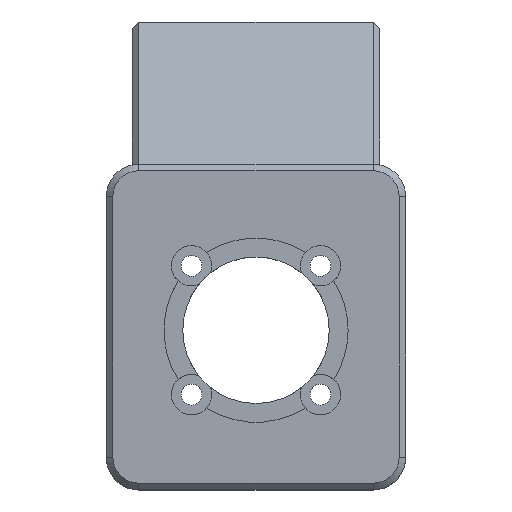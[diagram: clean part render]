
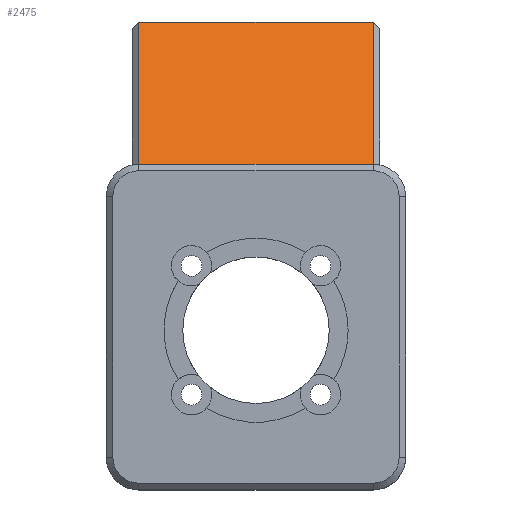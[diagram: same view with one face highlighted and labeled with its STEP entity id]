
A CAD part, top view. The second image highlights one B-rep face of the part: STEP entity #2475.
In plain terms, the highlighted planar face has unit normal (0, 0.707, 0.707).
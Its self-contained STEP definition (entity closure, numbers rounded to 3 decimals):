
#167 = DIRECTION ( 'NONE',  ( 0., -0.707, 0.707 ) ) ;
#190 = FACE_OUTER_BOUND ( 'NONE', #4686, .T. ) ;
#225 = CARTESIAN_POINT ( 'NONE',  ( 18., 6., 31. ) ) ;
#344 = EDGE_CURVE ( 'NONE', #3613, #2636, #3501, .T. ) ;
#354 = CARTESIAN_POINT ( 'NONE',  ( -50.113, -16., 53. ) ) ;
#394 = ORIENTED_EDGE ( 'NONE', *, *, #3471, .T. ) ;
#567 = LINE ( 'NONE', #1679, #2519 ) ;
#570 = ORIENTED_EDGE ( 'NONE', *, *, #2743, .F. ) ;
#942 = DIRECTION ( 'NONE',  ( 0., 0.707, -0.707 ) ) ;
#1034 = LINE ( 'NONE', #354, #1043 ) ;
#1043 = VECTOR ( 'NONE', #3631, 1000. ) ;
#1249 = EDGE_CURVE ( 'NONE', #2952, #3613, #1034, .T. ) ;
#1350 = CARTESIAN_POINT ( 'NONE',  ( -18., 6., 31. ) ) ;
#1679 = CARTESIAN_POINT ( 'NONE',  ( -19., 6., 31. ) ) ;
#1719 = DIRECTION ( 'NONE',  ( 0., -0.707, 0.707 ) ) ;
#1817 = AXIS2_PLACEMENT_3D ( 'NONE', #3439, #3860, #167 ) ;
#1866 = CARTESIAN_POINT ( 'NONE',  ( 18., -16., 53. ) ) ;
#2217 = LINE ( 'NONE', #1350, #4068 ) ;
#2308 = CARTESIAN_POINT ( 'NONE',  ( 18., 6., 31. ) ) ;
#2469 = CARTESIAN_POINT ( 'NONE',  ( -18., 6., 31. ) ) ;
#2475 = ADVANCED_FACE ( 'NONE', ( #190 ), #4219, .T. ) ;
#2519 = VECTOR ( 'NONE', #3876, 1000. ) ;
#2636 = VERTEX_POINT ( 'NONE', #2308 ) ;
#2743 = EDGE_CURVE ( 'NONE', #3427, #2636, #567, .T. ) ;
#2952 = VERTEX_POINT ( 'NONE', #4706 ) ;
#3427 = VERTEX_POINT ( 'NONE', #2469 ) ;
#3439 = CARTESIAN_POINT ( 'NONE',  ( -50.113, 6., 31. ) ) ;
#3471 = EDGE_CURVE ( 'NONE', #3427, #2952, #2217, .T. ) ;
#3501 = LINE ( 'NONE', #225, #4403 ) ;
#3613 = VERTEX_POINT ( 'NONE', #1866 ) ;
#3631 = DIRECTION ( 'NONE',  ( 1., 0., 0. ) ) ;
#3634 = ORIENTED_EDGE ( 'NONE', *, *, #344, .T. ) ;
#3860 = DIRECTION ( 'NONE',  ( 0., 0.707, 0.707 ) ) ;
#3876 = DIRECTION ( 'NONE',  ( 1., 0., 0. ) ) ;
#4068 = VECTOR ( 'NONE', #1719, 1000. ) ;
#4219 = PLANE ( 'NONE',  #1817 ) ;
#4403 = VECTOR ( 'NONE', #942, 1000. ) ;
#4494 = ORIENTED_EDGE ( 'NONE', *, *, #1249, .T. ) ;
#4686 = EDGE_LOOP ( 'NONE', ( #570, #394, #4494, #3634 ) ) ;
#4706 = CARTESIAN_POINT ( 'NONE',  ( -18., -16., 53. ) ) ;
